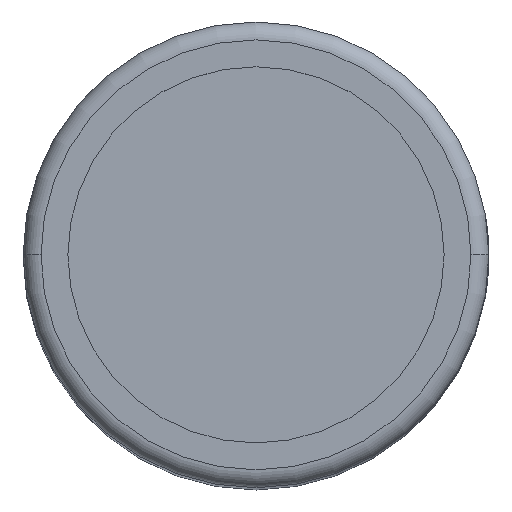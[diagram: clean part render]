
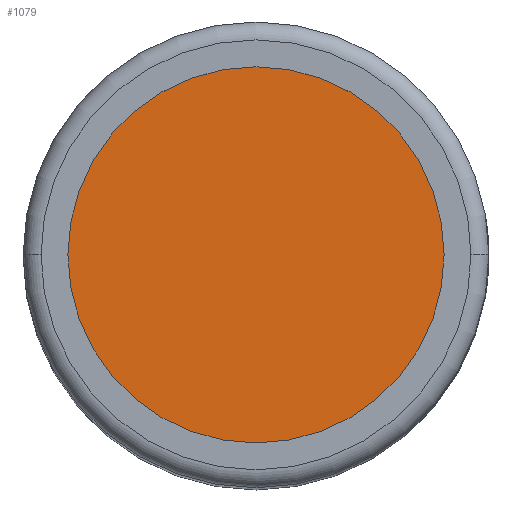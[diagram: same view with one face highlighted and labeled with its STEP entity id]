
A CAD part, top view. The second image highlights one B-rep face of the part: STEP entity #1079.
In plain terms, the highlighted planar face has unit normal (0, 0, 1).
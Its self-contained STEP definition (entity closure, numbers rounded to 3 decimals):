
#1009=CARTESIAN_POINT('',(5.25,0.,36.9));
#1010=VERTEX_POINT('',#1009);
#1019=CARTESIAN_POINT('',(-5.25,0.,36.9));
#1020=VERTEX_POINT('',#1019);
#1021=CARTESIAN_POINT('',(0.0,0.,36.9));
#1022=DIRECTION('',(0.0,0.0,-1.0));
#1023=DIRECTION('',(1.0,0.0,0.0));
#1024=AXIS2_PLACEMENT_3D('',#1021,#1022,#1023);
#1025=CIRCLE('',#1024,5.25);
#1026=EDGE_CURVE('',#1010,#1020,#1025,.T.);
#1060=CARTESIAN_POINT('',(0.0,0.,36.9));
#1061=DIRECTION('',(0.0,0.0,-1.0));
#1062=DIRECTION('',(1.0,0.0,0.0));
#1063=AXIS2_PLACEMENT_3D('',#1060,#1061,#1062);
#1064=CIRCLE('',#1063,5.25);
#1065=EDGE_CURVE('',#1020,#1010,#1064,.T.);
#1070=CARTESIAN_POINT('',(0.0,0.,36.9));
#1071=DIRECTION('',(0.0,0.0,1.0));
#1072=DIRECTION('',(1.0,0.0,0.0));
#1073=AXIS2_PLACEMENT_3D('',#1070,#1071,#1072);
#1074=PLANE('',#1073);
#1075=ORIENTED_EDGE('',*,*,#1026,.F.);
#1076=ORIENTED_EDGE('',*,*,#1065,.F.);
#1077=EDGE_LOOP('',(#1075,#1076));
#1078=FACE_OUTER_BOUND('',#1077,.T.);
#1079=ADVANCED_FACE('',(#1078),#1074,.T.);
